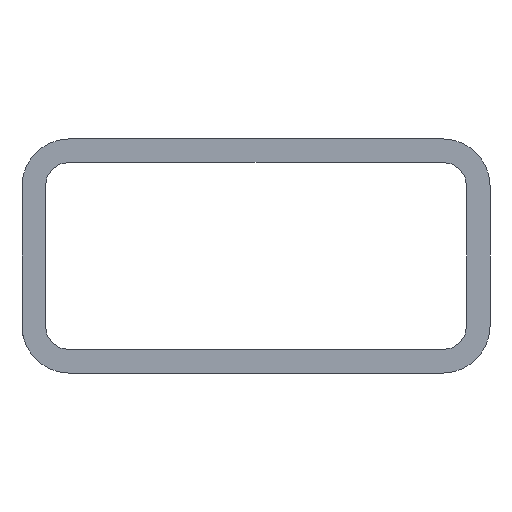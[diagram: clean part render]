
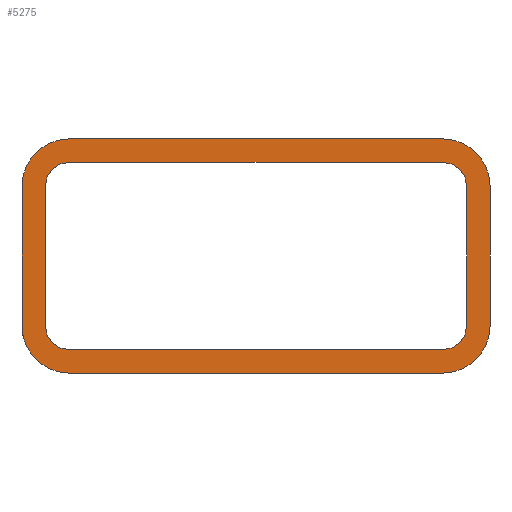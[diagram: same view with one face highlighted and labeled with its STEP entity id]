
A CAD part, front view. The second image highlights one B-rep face of the part: STEP entity #5275.
In plain terms, the highlighted planar face has unit normal (0, -1, 0).
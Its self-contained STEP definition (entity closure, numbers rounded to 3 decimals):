
#70 = EDGE_CURVE ( 'NONE', #3406, #4959, #589, .T. ) ;
#179 = CARTESIAN_POINT ( 'NONE',  ( 46., -1889., -40.25 ) ) ;
#293 = CARTESIAN_POINT ( 'NONE',  ( 100., -1889., -34.25 ) ) ;
#297 = DIRECTION ( 'NONE',  ( 0., 0., -1. ) ) ;
#310 = ORIENTED_EDGE ( 'NONE', *, *, #2398, .F. ) ;
#331 = LINE ( 'NONE', #4465, #4994 ) ;
#345 = AXIS2_PLACEMENT_3D ( 'NONE', #639, #1185, #7236 ) ;
#360 = LINE ( 'NONE', #3347, #4753 ) ;
#473 = VECTOR ( 'NONE', #7010, 1000. ) ;
#589 = CIRCLE ( 'NONE', #7735, 6. ) ;
#639 = CARTESIAN_POINT ( 'NONE',  ( 94., -1889., -34.25 ) ) ;
#679 = CIRCLE ( 'NONE', #816, 3. ) ;
#696 = VERTEX_POINT ( 'NONE', #293 ) ;
#708 = CARTESIAN_POINT ( 'NONE',  ( 94., -1889., -10.25 ) ) ;
#713 = VERTEX_POINT ( 'NONE', #3867 ) ;
#775 = DIRECTION ( 'NONE',  ( 0., -1., 0. ) ) ;
#816 = AXIS2_PLACEMENT_3D ( 'NONE', #6963, #5458, #3094 ) ;
#820 = VERTEX_POINT ( 'NONE', #6416 ) ;
#847 = CARTESIAN_POINT ( 'NONE',  ( 40., -1889., -16.25 ) ) ;
#886 = AXIS2_PLACEMENT_3D ( 'NONE', #3265, #6249, #2678 ) ;
#908 = DIRECTION ( 'NONE',  ( 0., 0., -1. ) ) ;
#935 = CARTESIAN_POINT ( 'NONE',  ( 94., -1889., -16.25 ) ) ;
#1075 = ORIENTED_EDGE ( 'NONE', *, *, #3454, .T. ) ;
#1152 = VERTEX_POINT ( 'NONE', #3034 ) ;
#1185 = DIRECTION ( 'NONE',  ( 0., -1., 0. ) ) ;
#1258 = EDGE_CURVE ( 'NONE', #2344, #4370, #6104, .T. ) ;
#1314 = CARTESIAN_POINT ( 'NONE',  ( 94., -1889., -37.25 ) ) ;
#1349 = EDGE_CURVE ( 'NONE', #4959, #6382, #6232, .T. ) ;
#1398 = CARTESIAN_POINT ( 'NONE',  ( 94., -1889., -13.25 ) ) ;
#1427 = DIRECTION ( 'NONE',  ( 0., -1., 0. ) ) ;
#1469 = EDGE_CURVE ( 'NONE', #3393, #1152, #4623, .T. ) ;
#1500 = DIRECTION ( 'NONE',  ( 1., 0., 0. ) ) ;
#1564 = ORIENTED_EDGE ( 'NONE', *, *, #1772, .T. ) ;
#1612 = VECTOR ( 'NONE', #7474, 1000. ) ;
#1678 = CARTESIAN_POINT ( 'NONE',  ( 100., -1889., -16.25 ) ) ;
#1692 = VECTOR ( 'NONE', #6622, 1000. ) ;
#1763 = CARTESIAN_POINT ( 'NONE',  ( 46., -1889., -16.25 ) ) ;
#1772 = EDGE_CURVE ( 'NONE', #2346, #4893, #2098, .T. ) ;
#1889 = ORIENTED_EDGE ( 'NONE', *, *, #1258, .F. ) ;
#1894 = EDGE_CURVE ( 'NONE', #2472, #3393, #679, .T. ) ;
#1952 = EDGE_CURVE ( 'NONE', #4370, #820, #1960, .T. ) ;
#1960 = LINE ( 'NONE', #4357, #1692 ) ;
#2098 = LINE ( 'NONE', #4502, #5716 ) ;
#2281 = CIRCLE ( 'NONE', #6653, 6. ) ;
#2342 = EDGE_CURVE ( 'NONE', #6382, #2346, #2281, .T. ) ;
#2344 = VERTEX_POINT ( 'NONE', #1314 ) ;
#2346 = VERTEX_POINT ( 'NONE', #179 ) ;
#2355 = EDGE_LOOP ( 'NONE', ( #1889, #310, #6748, #7377, #3784, #2504, #4794, #5615 ) ) ;
#2398 = EDGE_CURVE ( 'NONE', #713, #2344, #5483, .T. ) ;
#2439 = CARTESIAN_POINT ( 'NONE',  ( 94., -1889., -40.25 ) ) ;
#2472 = VERTEX_POINT ( 'NONE', #4436 ) ;
#2494 = CARTESIAN_POINT ( 'NONE',  ( 94., -1889., -37.25 ) ) ;
#2498 = FACE_BOUND ( 'NONE', #2355, .T. ) ;
#2504 = ORIENTED_EDGE ( 'NONE', *, *, #3340, .F. ) ;
#2596 = EDGE_LOOP ( 'NONE', ( #7398, #7615, #2798, #1564, #6468, #2745, #3645, #1075 ) ) ;
#2678 = DIRECTION ( 'NONE',  ( 0., 0., -1. ) ) ;
#2745 = ORIENTED_EDGE ( 'NONE', *, *, #2876, .T. ) ;
#2798 = ORIENTED_EDGE ( 'NONE', *, *, #2342, .T. ) ;
#2876 = EDGE_CURVE ( 'NONE', #696, #4397, #331, .T. ) ;
#2907 = AXIS2_PLACEMENT_3D ( 'NONE', #3747, #1427, #297 ) ;
#3012 = DIRECTION ( 'NONE',  ( 0., -1., 0. ) ) ;
#3026 = CIRCLE ( 'NONE', #2907, 6. ) ;
#3034 = CARTESIAN_POINT ( 'NONE',  ( 43., -1889., -34.25 ) ) ;
#3094 = DIRECTION ( 'NONE',  ( 0., 0., -1. ) ) ;
#3169 = CARTESIAN_POINT ( 'NONE',  ( 46., -1889., -34.25 ) ) ;
#3227 = CARTESIAN_POINT ( 'NONE',  ( 46., -1889., -10.25 ) ) ;
#3244 = DIRECTION ( 'NONE',  ( 0., 0., -1. ) ) ;
#3252 = DIRECTION ( 'NONE',  ( 0., 0., -1. ) ) ;
#3253 = CIRCLE ( 'NONE', #7645, 6. ) ;
#3265 = CARTESIAN_POINT ( 'NONE',  ( 46., -1889., -34.25 ) ) ;
#3334 = DIRECTION ( 'NONE',  ( 0., -1., 0. ) ) ;
#3340 = EDGE_CURVE ( 'NONE', #6914, #2472, #3589, .T. ) ;
#3347 = CARTESIAN_POINT ( 'NONE',  ( 46., -1889., -10.25 ) ) ;
#3393 = VERTEX_POINT ( 'NONE', #6176 ) ;
#3401 = CIRCLE ( 'NONE', #886, 3. ) ;
#3406 = VERTEX_POINT ( 'NONE', #3227 ) ;
#3454 = EDGE_CURVE ( 'NONE', #4880, #3406, #360, .T. ) ;
#3478 = CARTESIAN_POINT ( 'NONE',  ( 97., -1889., -34.25 ) ) ;
#3589 = LINE ( 'NONE', #5880, #1612 ) ;
#3645 = ORIENTED_EDGE ( 'NONE', *, *, #7267, .T. ) ;
#3747 = CARTESIAN_POINT ( 'NONE',  ( 94., -1889., -16.25 ) ) ;
#3784 = ORIENTED_EDGE ( 'NONE', *, *, #1894, .F. ) ;
#3810 = VECTOR ( 'NONE', #4895, 1000. ) ;
#3825 = EDGE_CURVE ( 'NONE', #4893, #696, #3253, .T. ) ;
#3867 = CARTESIAN_POINT ( 'NONE',  ( 46., -1889., -37.25 ) ) ;
#3904 = CARTESIAN_POINT ( 'NONE',  ( 40., -1889., -16.25 ) ) ;
#4091 = DIRECTION ( 'NONE',  ( -1., 0., 0. ) ) ;
#4357 = CARTESIAN_POINT ( 'NONE',  ( 97., -1889., -16.25 ) ) ;
#4358 = CARTESIAN_POINT ( 'NONE',  ( 94., -1889., -34.25 ) ) ;
#4370 = VERTEX_POINT ( 'NONE', #3478 ) ;
#4397 = VERTEX_POINT ( 'NONE', #1678 ) ;
#4436 = CARTESIAN_POINT ( 'NONE',  ( 46., -1889., -13.25 ) ) ;
#4465 = CARTESIAN_POINT ( 'NONE',  ( 100., -1889., -34.25 ) ) ;
#4478 = CARTESIAN_POINT ( 'NONE',  ( 46., -1889., -16.25 ) ) ;
#4492 = VECTOR ( 'NONE', #3244, 1000. ) ;
#4502 = CARTESIAN_POINT ( 'NONE',  ( 46., -1889., -40.25 ) ) ;
#4623 = LINE ( 'NONE', #5321, #473 ) ;
#4753 = VECTOR ( 'NONE', #4091, 1000. ) ;
#4794 = ORIENTED_EDGE ( 'NONE', *, *, #6943, .F. ) ;
#4880 = VERTEX_POINT ( 'NONE', #708 ) ;
#4893 = VERTEX_POINT ( 'NONE', #2439 ) ;
#4895 = DIRECTION ( 'NONE',  ( 1., 0., 0. ) ) ;
#4943 = DIRECTION ( 'NONE',  ( 0., -1., 0. ) ) ;
#4959 = VERTEX_POINT ( 'NONE', #3904 ) ;
#4977 = PLANE ( 'NONE',  #6754 ) ;
#4994 = VECTOR ( 'NONE', #5557, 1000. ) ;
#5275 = ADVANCED_FACE ( 'NONE', ( #2498, #5529 ), #4977, .T. ) ;
#5321 = CARTESIAN_POINT ( 'NONE',  ( 43., -1889., -34.25 ) ) ;
#5458 = DIRECTION ( 'NONE',  ( 0., -1., 0. ) ) ;
#5483 = LINE ( 'NONE', #2494, #3810 ) ;
#5529 = FACE_OUTER_BOUND ( 'NONE', #2596, .T. ) ;
#5557 = DIRECTION ( 'NONE',  ( 0., 0., 1. ) ) ;
#5567 = DIRECTION ( 'NONE',  ( 0., 0., -1. ) ) ;
#5615 = ORIENTED_EDGE ( 'NONE', *, *, #1952, .F. ) ;
#5672 = AXIS2_PLACEMENT_3D ( 'NONE', #935, #3334, #5736 ) ;
#5716 = VECTOR ( 'NONE', #1500, 1000. ) ;
#5736 = DIRECTION ( 'NONE',  ( 0., 0., -1. ) ) ;
#5880 = CARTESIAN_POINT ( 'NONE',  ( 94., -1889., -13.25 ) ) ;
#6104 = CIRCLE ( 'NONE', #345, 3. ) ;
#6176 = CARTESIAN_POINT ( 'NONE',  ( 43., -1889., -16.25 ) ) ;
#6232 = LINE ( 'NONE', #847, #4492 ) ;
#6249 = DIRECTION ( 'NONE',  ( 0., -1., 0. ) ) ;
#6382 = VERTEX_POINT ( 'NONE', #7152 ) ;
#6416 = CARTESIAN_POINT ( 'NONE',  ( 97., -1889., -16.25 ) ) ;
#6468 = ORIENTED_EDGE ( 'NONE', *, *, #3825, .T. ) ;
#6622 = DIRECTION ( 'NONE',  ( 0., 0., 1. ) ) ;
#6626 = EDGE_CURVE ( 'NONE', #1152, #713, #3401, .T. ) ;
#6653 = AXIS2_PLACEMENT_3D ( 'NONE', #3169, #3012, #5567 ) ;
#6655 = CIRCLE ( 'NONE', #5672, 3. ) ;
#6656 = DIRECTION ( 'NONE',  ( 0., 0., -1. ) ) ;
#6748 = ORIENTED_EDGE ( 'NONE', *, *, #6626, .F. ) ;
#6754 = AXIS2_PLACEMENT_3D ( 'NONE', #4478, #775, #3252 ) ;
#6914 = VERTEX_POINT ( 'NONE', #1398 ) ;
#6943 = EDGE_CURVE ( 'NONE', #820, #6914, #6655, .T. ) ;
#6963 = CARTESIAN_POINT ( 'NONE',  ( 46., -1889., -16.25 ) ) ;
#7010 = DIRECTION ( 'NONE',  ( 0., 0., -1. ) ) ;
#7152 = CARTESIAN_POINT ( 'NONE',  ( 40., -1889., -34.25 ) ) ;
#7236 = DIRECTION ( 'NONE',  ( 0., 0., -1. ) ) ;
#7267 = EDGE_CURVE ( 'NONE', #4397, #4880, #3026, .T. ) ;
#7377 = ORIENTED_EDGE ( 'NONE', *, *, #1469, .F. ) ;
#7398 = ORIENTED_EDGE ( 'NONE', *, *, #70, .T. ) ;
#7474 = DIRECTION ( 'NONE',  ( -1., 0., 0. ) ) ;
#7615 = ORIENTED_EDGE ( 'NONE', *, *, #1349, .T. ) ;
#7645 = AXIS2_PLACEMENT_3D ( 'NONE', #4358, #4943, #908 ) ;
#7735 = AXIS2_PLACEMENT_3D ( 'NONE', #1763, #7765, #6656 ) ;
#7765 = DIRECTION ( 'NONE',  ( 0., -1., 0. ) ) ;
